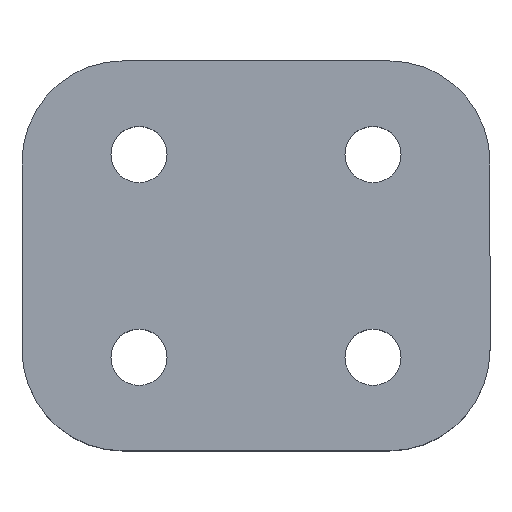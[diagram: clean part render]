
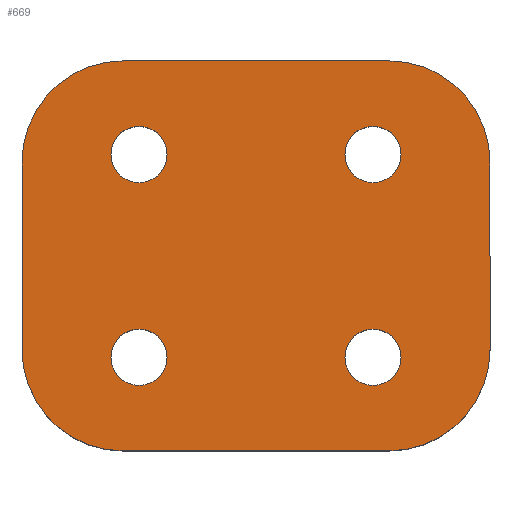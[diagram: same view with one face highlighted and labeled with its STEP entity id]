
A CAD part, top view. The second image highlights one B-rep face of the part: STEP entity #669.
In plain terms, the highlighted planar face has unit normal (0, 0, 1).
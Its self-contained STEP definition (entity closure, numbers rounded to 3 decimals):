
#4 = CIRCLE ( 'NONE', #776, 6.481 ) ;
#19 = CIRCLE ( 'NONE', #797, 1.8 ) ;
#55 = EDGE_CURVE ( 'NONE', #447, #456, #726, .T. ) ;
#58 = VERTEX_POINT ( 'NONE', #595 ) ;
#90 = ORIENTED_EDGE ( 'NONE', *, *, #763, .F. ) ;
#91 = ORIENTED_EDGE ( 'NONE', *, *, #676, .F. ) ;
#92 = ORIENTED_EDGE ( 'NONE', *, *, #764, .F. ) ;
#93 = ORIENTED_EDGE ( 'NONE', *, *, #681, .F. ) ;
#94 = ORIENTED_EDGE ( 'NONE', *, *, #765, .F. ) ;
#95 = ORIENTED_EDGE ( 'NONE', *, *, #685, .F. ) ;
#96 = ORIENTED_EDGE ( 'NONE', *, *, #766, .F. ) ;
#97 = ORIENTED_EDGE ( 'NONE', *, *, #55, .F. ) ;
#98 = ORIENTED_EDGE ( 'NONE', *, *, #170, .T. ) ;
#99 = ORIENTED_EDGE ( 'NONE', *, *, #757, .T. ) ;
#100 = ORIENTED_EDGE ( 'NONE', *, *, #755, .T. ) ;
#101 = ORIENTED_EDGE ( 'NONE', *, *, #753, .T. ) ;
#103 = ORIENTED_EDGE ( 'NONE', *, *, #741, .T. ) ;
#104 = ORIENTED_EDGE ( 'NONE', *, *, #744, .T. ) ;
#105 = ORIENTED_EDGE ( 'NONE', *, *, #749, .T. ) ;
#106 = ORIENTED_EDGE ( 'NONE', *, *, #751, .T. ) ;
#125 = VERTEX_POINT ( 'NONE', #597 ) ;
#128 = VERTEX_POINT ( 'NONE', #596 ) ;
#136 = FACE_BOUND ( 'NONE', #475, .T. ) ;
#137 = FACE_BOUND ( 'NONE', #486, .T. ) ;
#138 = FACE_BOUND ( 'NONE', #490, .T. ) ;
#139 = FACE_OUTER_BOUND ( 'NONE', #489, .T. ) ;
#143 = FACE_BOUND ( 'NONE', #487, .T. ) ;
#170 = EDGE_CURVE ( 'NONE', #128, #125, #4, .T. ) ;
#173 = PLANE ( 'NONE',  #796 ) ;
#176 = CARTESIAN_POINT ( 'NONE',  ( -8.519, 20.019, 0. ) ) ;
#177 = DIRECTION ( 'NONE',  ( 0., 0., -1. ) ) ;
#178 = DIRECTION ( 'NONE',  ( -1., 0., 0. ) ) ;
#197 = CARTESIAN_POINT ( 'NONE',  ( 7.5, 20.5, 0. ) ) ;
#198 = DIRECTION ( 'NONE',  ( 0., 0., 1. ) ) ;
#199 = DIRECTION ( 'NONE',  ( 1., 0., 0. ) ) ;
#210 = CARTESIAN_POINT ( 'NONE',  ( -7.5, 20.5, 0. ) ) ;
#211 = DIRECTION ( 'NONE',  ( 0., 0., 1. ) ) ;
#212 = DIRECTION ( 'NONE',  ( -1., 0., 0. ) ) ;
#219 = CARTESIAN_POINT ( 'NONE',  ( -8.519, 1.5, 0. ) ) ;
#220 = CARTESIAN_POINT ( 'NONE',  ( 7.5, 7.5, 0. ) ) ;
#221 = DIRECTION ( 'NONE',  ( 0., 0., 1. ) ) ;
#222 = DIRECTION ( 'NONE',  ( -1., 0., 0. ) ) ;
#223 = CARTESIAN_POINT ( 'NONE',  ( 8.519, 1.5, 0. ) ) ;
#224 = CARTESIAN_POINT ( 'NONE',  ( 15., 20.019, 0. ) ) ;
#232 = CARTESIAN_POINT ( 'NONE',  ( -15., 7.981, 0. ) ) ;
#239 = CARTESIAN_POINT ( 'NONE',  ( 5.7, 20.5, 0. ) ) ;
#240 = CARTESIAN_POINT ( 'NONE',  ( 9.3, 20.5, 0. ) ) ;
#243 = CARTESIAN_POINT ( 'NONE',  ( -9.3, 20.5, 0. ) ) ;
#253 = CARTESIAN_POINT ( 'NONE',  ( 8.519, 26.5, 0. ) ) ;
#254 = DIRECTION ( 'NONE',  ( -1., 0., 0. ) ) ;
#259 = CARTESIAN_POINT ( 'NONE',  ( 8.519, 20.019, 0. ) ) ;
#260 = DIRECTION ( 'NONE',  ( 0., 0., 1. ) ) ;
#261 = DIRECTION ( 'NONE',  ( 1., 0., 0. ) ) ;
#272 = CARTESIAN_POINT ( 'NONE',  ( 15., 7.981, 0. ) ) ;
#273 = DIRECTION ( 'NONE',  ( 0., 1., 0. ) ) ;
#278 = CARTESIAN_POINT ( 'NONE',  ( 8.519, 7.981, 0. ) ) ;
#279 = DIRECTION ( 'NONE',  ( 0., 0., 1. ) ) ;
#280 = DIRECTION ( 'NONE',  ( -1., 0., 0. ) ) ;
#281 = CARTESIAN_POINT ( 'NONE',  ( -8.519, 1.5, 0. ) ) ;
#282 = DIRECTION ( 'NONE',  ( 1., 0., 0. ) ) ;
#285 = CARTESIAN_POINT ( 'NONE',  ( -8.519, 7.981, 0. ) ) ;
#286 = DIRECTION ( 'NONE',  ( 0., 0., 1. ) ) ;
#287 = DIRECTION ( 'NONE',  ( 1., 0., 0. ) ) ;
#288 = CARTESIAN_POINT ( 'NONE',  ( -15., 20.019, 0. ) ) ;
#289 = DIRECTION ( 'NONE',  ( 0., -1., 0. ) ) ;
#302 = CARTESIAN_POINT ( 'NONE',  ( 7.5, 20.5, 0. ) ) ;
#303 = DIRECTION ( 'NONE',  ( 0., 0., 1. ) ) ;
#304 = DIRECTION ( 'NONE',  ( 1., 0., 0. ) ) ;
#305 = CARTESIAN_POINT ( 'NONE',  ( -7.5, 20.5, 0. ) ) ;
#306 = DIRECTION ( 'NONE',  ( 0., 0., 1. ) ) ;
#307 = DIRECTION ( 'NONE',  ( -1., 0., 0. ) ) ;
#308 = CARTESIAN_POINT ( 'NONE',  ( 7.5, 7.5, 0. ) ) ;
#309 = DIRECTION ( 'NONE',  ( 0., 0., 1. ) ) ;
#310 = DIRECTION ( 'NONE',  ( -1., 0., 0. ) ) ;
#313 = CARTESIAN_POINT ( 'NONE',  ( -7.5, 7.5, 0. ) ) ;
#314 = DIRECTION ( 'NONE',  ( 0., 0., 1. ) ) ;
#315 = DIRECTION ( 'NONE',  ( 1., 0., 0. ) ) ;
#343 = CIRCLE ( 'NONE', #804, 1.8 ) ;
#349 = CIRCLE ( 'NONE', #806, 1.8 ) ;
#355 = VECTOR ( 'NONE', #254, 1000. ) ;
#364 = LINE ( 'NONE', #253, #355 ) ;
#367 = CIRCLE ( 'NONE', #809, 6.481 ) ;
#374 = LINE ( 'NONE', #272, #377 ) ;
#377 = VECTOR ( 'NONE', #273, 1000. ) ;
#378 = CIRCLE ( 'NONE', #812, 6.481 ) ;
#381 = LINE ( 'NONE', #281, #384 ) ;
#384 = VECTOR ( 'NONE', #282, 1000. ) ;
#385 = CIRCLE ( 'NONE', #813, 6.481 ) ;
#388 = LINE ( 'NONE', #288, #391 ) ;
#391 = VECTOR ( 'NONE', #289, 1000. ) ;
#398 = CIRCLE ( 'NONE', #816, 1.8 ) ;
#399 = CIRCLE ( 'NONE', #817, 1.8 ) ;
#400 = CIRCLE ( 'NONE', #818, 1.8 ) ;
#401 = CIRCLE ( 'NONE', #819, 1.8 ) ;
#447 = VERTEX_POINT ( 'NONE', #600 ) ;
#449 = VERTEX_POINT ( 'NONE', #606 ) ;
#452 = VERTEX_POINT ( 'NONE', #612 ) ;
#454 = VERTEX_POINT ( 'NONE', #590 ) ;
#456 = VERTEX_POINT ( 'NONE', #613 ) ;
#465 = VERTEX_POINT ( 'NONE', #622 ) ;
#475 = EDGE_LOOP ( 'NONE', ( #92, #93 ) ) ;
#486 = EDGE_LOOP ( 'NONE', ( #96, #97 ) ) ;
#487 = EDGE_LOOP ( 'NONE', ( #90, #91 ) ) ;
#489 = EDGE_LOOP ( 'NONE', ( #98, #99, #100, #101, #106, #105, #104, #103 ) ) ;
#490 = EDGE_LOOP ( 'NONE', ( #94, #95 ) ) ;
#590 = CARTESIAN_POINT ( 'NONE',  ( -5.7, 20.5, 0. ) ) ;
#592 = CARTESIAN_POINT ( 'NONE',  ( -7.5, 7.5, 0. ) ) ;
#593 = DIRECTION ( 'NONE',  ( 0., 0., 1. ) ) ;
#594 = DIRECTION ( 'NONE',  ( 1., 0., 0. ) ) ;
#595 = CARTESIAN_POINT ( 'NONE',  ( 8.519, 26.5, 0. ) ) ;
#596 = CARTESIAN_POINT ( 'NONE',  ( -8.519, 26.5, 0. ) ) ;
#597 = CARTESIAN_POINT ( 'NONE',  ( -15., 20.019, 0. ) ) ;
#600 = CARTESIAN_POINT ( 'NONE',  ( -9.3, 7.5, 0. ) ) ;
#602 = CARTESIAN_POINT ( 'NONE',  ( -8.519, 20.019, 0. ) ) ;
#603 = DIRECTION ( 'NONE',  ( 0., 0., 1. ) ) ;
#604 = DIRECTION ( 'NONE',  ( -1., 0., 0. ) ) ;
#606 = CARTESIAN_POINT ( 'NONE',  ( 9.3, 7.5, 0. ) ) ;
#612 = CARTESIAN_POINT ( 'NONE',  ( 5.7, 7.5, 0. ) ) ;
#613 = CARTESIAN_POINT ( 'NONE',  ( -5.7, 7.5, 0. ) ) ;
#622 = CARTESIAN_POINT ( 'NONE',  ( 15., 7.981, 0. ) ) ;
#669 = ADVANCED_FACE ( 'NONE', ( #143, #136, #138, #137, #139 ), #173, .F. ) ;
#676 = EDGE_CURVE ( 'NONE', #702, #703, #19, .T. ) ;
#681 = EDGE_CURVE ( 'NONE', #706, #454, #343, .T. ) ;
#685 = EDGE_CURVE ( 'NONE', #452, #449, #349, .T. ) ;
#688 = VERTEX_POINT ( 'NONE', #224 ) ;
#691 = VERTEX_POINT ( 'NONE', #219 ) ;
#693 = VERTEX_POINT ( 'NONE', #223 ) ;
#694 = VERTEX_POINT ( 'NONE', #232 ) ;
#702 = VERTEX_POINT ( 'NONE', #239 ) ;
#703 = VERTEX_POINT ( 'NONE', #240 ) ;
#706 = VERTEX_POINT ( 'NONE', #243 ) ;
#726 = CIRCLE ( 'NONE', #775, 1.8 ) ;
#741 = EDGE_CURVE ( 'NONE', #58, #128, #364, .T. ) ;
#744 = EDGE_CURVE ( 'NONE', #688, #58, #367, .T. ) ;
#749 = EDGE_CURVE ( 'NONE', #465, #688, #374, .T. ) ;
#751 = EDGE_CURVE ( 'NONE', #693, #465, #378, .T. ) ;
#753 = EDGE_CURVE ( 'NONE', #691, #693, #381, .T. ) ;
#755 = EDGE_CURVE ( 'NONE', #694, #691, #385, .T. ) ;
#757 = EDGE_CURVE ( 'NONE', #125, #694, #388, .T. ) ;
#763 = EDGE_CURVE ( 'NONE', #703, #702, #398, .T. ) ;
#764 = EDGE_CURVE ( 'NONE', #454, #706, #399, .T. ) ;
#765 = EDGE_CURVE ( 'NONE', #449, #452, #400, .T. ) ;
#766 = EDGE_CURVE ( 'NONE', #456, #447, #401, .T. ) ;
#775 = AXIS2_PLACEMENT_3D ( 'NONE', #592, #593, #594 ) ;
#776 = AXIS2_PLACEMENT_3D ( 'NONE', #602, #603, #604 ) ;
#796 = AXIS2_PLACEMENT_3D ( 'NONE', #176, #177, #178 ) ;
#797 = AXIS2_PLACEMENT_3D ( 'NONE', #197, #198, #199 ) ;
#804 = AXIS2_PLACEMENT_3D ( 'NONE', #210, #211, #212 ) ;
#806 = AXIS2_PLACEMENT_3D ( 'NONE', #220, #221, #222 ) ;
#809 = AXIS2_PLACEMENT_3D ( 'NONE', #259, #260, #261 ) ;
#812 = AXIS2_PLACEMENT_3D ( 'NONE', #278, #279, #280 ) ;
#813 = AXIS2_PLACEMENT_3D ( 'NONE', #285, #286, #287 ) ;
#816 = AXIS2_PLACEMENT_3D ( 'NONE', #302, #303, #304 ) ;
#817 = AXIS2_PLACEMENT_3D ( 'NONE', #305, #306, #307 ) ;
#818 = AXIS2_PLACEMENT_3D ( 'NONE', #308, #309, #310 ) ;
#819 = AXIS2_PLACEMENT_3D ( 'NONE', #313, #314, #315 ) ;
